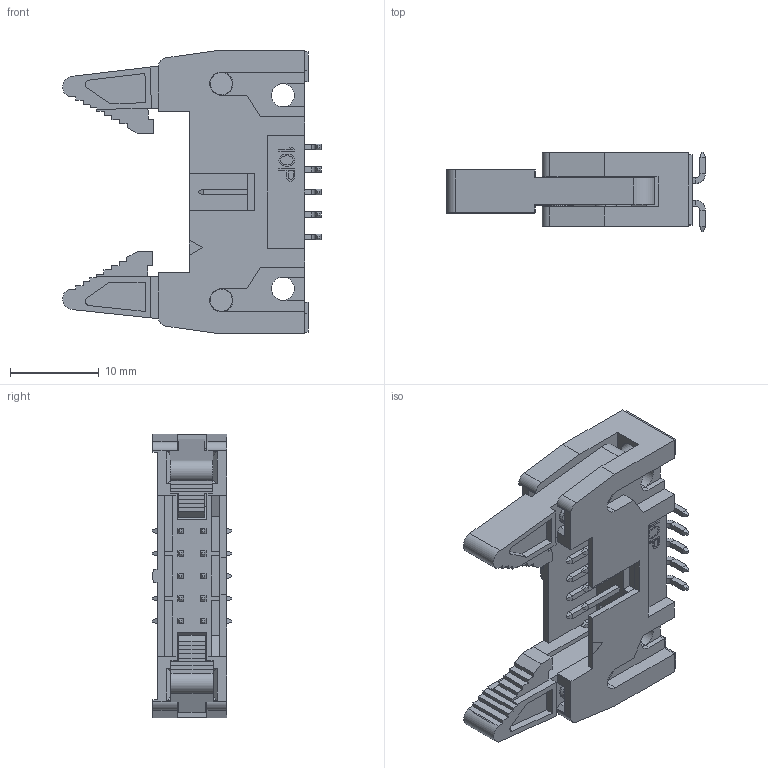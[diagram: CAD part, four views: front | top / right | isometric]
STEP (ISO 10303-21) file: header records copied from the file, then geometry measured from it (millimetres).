
FILE_DESCRIPTION((''),'2;1');
FILE_NAME('1380-10-10-00','2012-02-16T',('CAD01'),(''),'PRO/ENGINEER BY PARAMETRIC TECHNOLOGY CORPORATION, 2007090','PRO/ENGINEER BY PARAMETRIC TECHNOLOGY CORPORATION, 2007090','');
FILE_SCHEMA(('CONFIG_CONTROL_DESIGN'));
Length unit declared in the file: millimetre
Products named in the file (4): I-138-N-10; T-138-3; EAR-S; 1380-10-10-00
Assembly tree (13 placements, depth 2):
  1380-10-10-00
    I-138-N-10
    T-138-3  x10
    EAR-S  x2
Bounding box: 29.2 x 9 x 32 mm (x, y, z)
Volume: 2440 mm3; surface area: 4360 mm2
Topology: 13 solids, 13 shells, 869 faces, 2236 edges, 1398 vertices
Faces by surface type: plane 791, cylinder 70, cone 8
Entity records: 23660 total; most frequent: CARTESIAN_POINT 3340, ORIENTED_EDGE 3274, DIRECTION 2941, PRESENTATION_STYLE_ASSIGNMENT 1640, STYLED_ITEM 1640, CURVE_STYLE 1637, EDGE_CURVE 1637, VECTOR 1547
